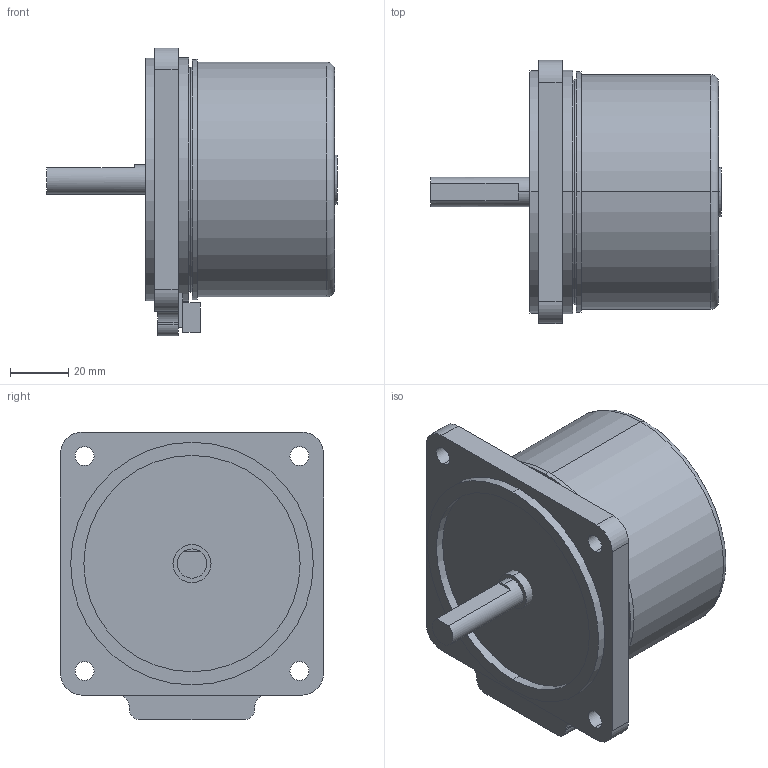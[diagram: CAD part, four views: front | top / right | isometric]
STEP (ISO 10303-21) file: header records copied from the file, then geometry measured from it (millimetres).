
FILE_DESCRIPTION(('starvars output'),'2;1');
FILE_NAME('fy9s40-d3.stp','09:08:58 2014/09/12',( 'Thomas Industrial Network Germany GmbH'),( 'Thomas Industrial Network Germany GmbH'),'unknown preprocess','ACIS' ,'unknown authorization');
FILE_SCHEMA(('AUTOMOTIVE_DESIGN_CC2 {UNKNOWN IMPLEMENTATION LEVEL}'));
Length unit declared in the file: millimetre
Products named in the file (4): PRODUCT_ID_8; PRODUCT_ID_9; PRODUCT_ID_10; PRODUCT_ID_11
Bounding box: 99.5 x 90 x 98.5 mm (x, y, z)
Volume: 349250.2 mm3; surface area: 49708.1 mm2
Topology: 4 solids, 4 shells, 78 faces, 180 edges, 118 vertices
Faces by surface type: plane 40, cylinder 36, torus 2
Entity records: 2982 total; most frequent: ORIENTED_EDGE 360, CARTESIAN_POINT 328, DIRECTION 322, EDGE_CURVE 180, VERTEX_POINT 118, AXIS2_PLACEMENT_3D 112, VECTOR 98, LINE 98
